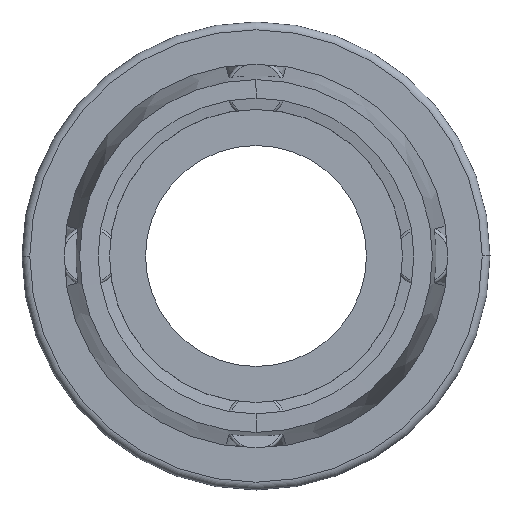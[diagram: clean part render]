
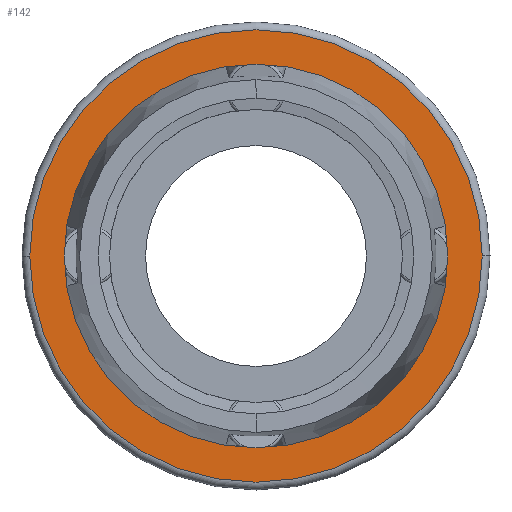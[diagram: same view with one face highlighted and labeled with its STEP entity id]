
A CAD part, left-side view. The second image highlights one B-rep face of the part: STEP entity #142.
In plain terms, the highlighted planar face has unit normal (-1, 0, 0).
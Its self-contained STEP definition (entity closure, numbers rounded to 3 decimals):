
#142=ADVANCED_FACE('',(#366,#367),#368,.T.);
#366=FACE_OUTER_BOUND('',#689,.T.);
#367=FACE_BOUND('',#690,.T.);
#368=PLANE('',#691);
#689=EDGE_LOOP('',(#1014,#1015));
#690=EDGE_LOOP('',(#1016,#1017));
#691=AXIS2_PLACEMENT_3D('',#1018,#1019,#1020);
#1014=ORIENTED_EDGE('',*,*,#1812,.F.);
#1015=ORIENTED_EDGE('',*,*,#1834,.F.);
#1016=ORIENTED_EDGE('',*,*,#1832,.T.);
#1017=ORIENTED_EDGE('',*,*,#1818,.T.);
#1018=CARTESIAN_POINT('',(0.,0.,80.38));
#1019=DIRECTION('',(-1.0,0.,0.));
#1020=DIRECTION('',(0.,1.0,0.0));
#1812=EDGE_CURVE('',#2141,#2144,#2145,.T.);
#1818=EDGE_CURVE('',#2155,#2152,#2156,.T.);
#1832=EDGE_CURVE('',#2152,#2155,#2174,.T.);
#1834=EDGE_CURVE('',#2144,#2141,#2176,.T.);
#2141=VERTEX_POINT('',#2623);
#2144=VERTEX_POINT('',#2626);
#2145=CIRCLE('',#2627,87.0);
#2152=VERTEX_POINT('',#2634);
#2155=VERTEX_POINT('',#2638);
#2156=CIRCLE('',#2639,73.76);
#2174=CIRCLE('',#2660,73.76);
#2176=CIRCLE('',#2662,87.0);
#2623=CARTESIAN_POINT('',(0.,87.0,0.));
#2626=CARTESIAN_POINT('',(0.,-87.0,0.));
#2627=AXIS2_PLACEMENT_3D('',#3195,#3196,#3197);
#2634=CARTESIAN_POINT('',(0.0,0.,73.76));
#2638=CARTESIAN_POINT('',(0.0,0.,-73.76));
#2639=AXIS2_PLACEMENT_3D('',#3208,#3209,#3210);
#2660=AXIS2_PLACEMENT_3D('',#3232,#3233,#3234);
#2662=AXIS2_PLACEMENT_3D('',#3235,#3236,#3237);
#3195=CARTESIAN_POINT('',(0.,0.0,0.0));
#3196=DIRECTION('',(1.0,0.0,-0.0));
#3197=DIRECTION('',(0.0,0.,1.0));
#3208=CARTESIAN_POINT('',(0.0,0.0,0.0));
#3209=DIRECTION('',(1.0,0.0,-0.0));
#3210=DIRECTION('',(0.0,0.,1.0));
#3232=CARTESIAN_POINT('',(0.0,0.0,0.0));
#3233=DIRECTION('',(1.0,0.0,-0.0));
#3234=DIRECTION('',(0.0,0.,1.0));
#3235=CARTESIAN_POINT('',(0.,0.0,0.0));
#3236=DIRECTION('',(1.0,0.0,-0.0));
#3237=DIRECTION('',(0.0,0.,1.0));
